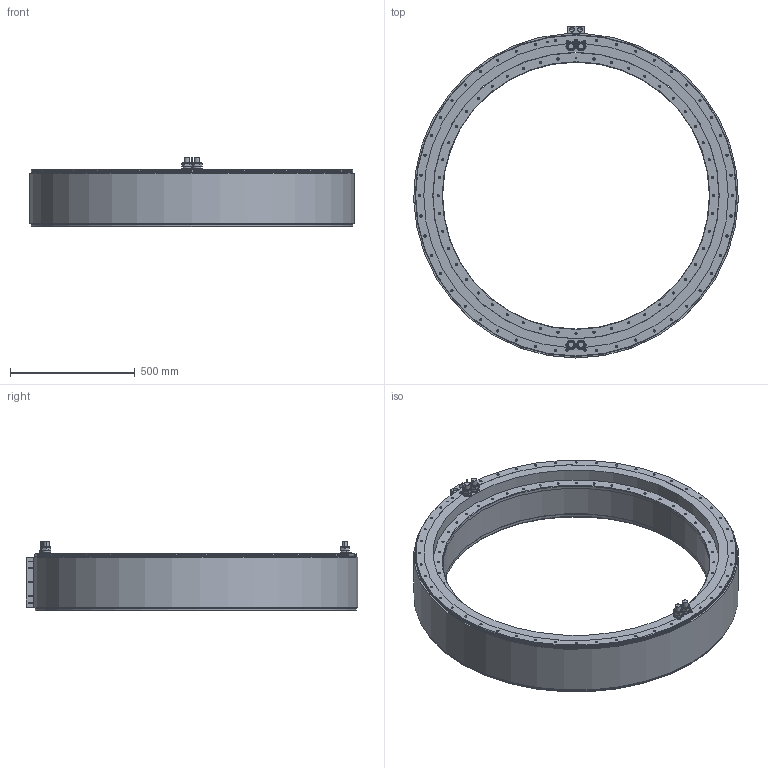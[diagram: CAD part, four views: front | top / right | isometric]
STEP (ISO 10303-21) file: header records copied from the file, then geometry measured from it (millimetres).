
FILE_DESCRIPTION((''),'2;1');
FILE_NAME('1220019-31_ASM','2018-10-29T',('CH52307'),(''),'PRO/ENGINEER BY PARAMETRIC TECHNOLOGY CORPORATION, 2014000','PRO/ENGINEER BY PARAMETRIC TECHNOLOGY CORPORATION, 2014000','');
FILE_SCHEMA(('CONFIG_CONTROL_DESIGN'));
Length unit declared in the file: millimetre
Products named in the file (3): PRT0001; PRT0002; 1220019-31_ASM
Assembly tree (2 placements, depth 2):
  1220019-31_ASM
    PRT0001
    PRT0002
Bounding box: 1301.54 x 1331.09 x 279.8 mm (x, y, z)
Volume: 87762113.9 mm3; surface area: 3957610.6 mm2
Topology: 2 solids, 35 shells, 1757 faces, 4281 edges, 2440 vertices
Faces by surface type: cylinder 740, cone 510, plane 361, torus 138, sphere 8
Entity records: 55293 total; most frequent: DIRECTION 9369, CARTESIAN_POINT 8594, ORIENTED_EDGE 7730, EDGE_CURVE 3865, AXIS2_PLACEMENT_3D 3834, VERTEX_POINT 2440, EDGE_LOOP 2081, CIRCLE 2072
